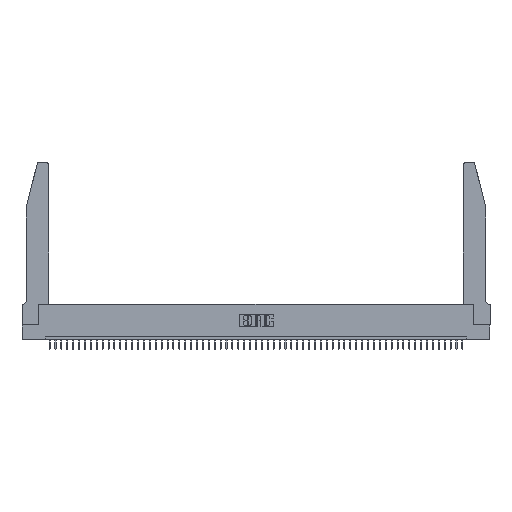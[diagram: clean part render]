
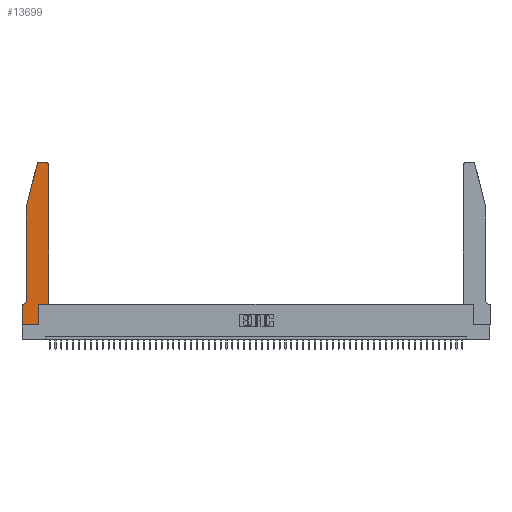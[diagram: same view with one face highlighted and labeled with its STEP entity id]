
A CAD part, top view. The second image highlights one B-rep face of the part: STEP entity #13699.
In plain terms, the highlighted planar face has unit normal (0, 0, 1).
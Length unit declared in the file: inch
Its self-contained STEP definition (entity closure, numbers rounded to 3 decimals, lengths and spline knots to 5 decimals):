
#179 = ORIENTED_EDGE ( 'NONE', *, *, #46890, .T. ) ;
#626 = EDGE_CURVE ( 'NONE', #48548, #44922, #22245, .T. ) ;
#1679 = PLANE ( 'NONE',  #9842 ) ;
#2548 = EDGE_CURVE ( 'NONE', #46017, #48548, #24852, .T. ) ;
#3235 = CARTESIAN_POINT ( 'NONE',  ( 0.4205, 2.72, 0.37 ) ) ;
#3444 = CARTESIAN_POINT ( 'NONE',  ( 0., 0., 0.37 ) ) ;
#3536 = DIRECTION ( 'NONE',  ( 0., 0., 1. ) ) ;
#3706 = CARTESIAN_POINT ( 'NONE',  ( 0.0755, 0.35, 0.37 ) ) ;
#3887 = ORIENTED_EDGE ( 'NONE', *, *, #21013, .T. ) ;
#4988 = ORIENTED_EDGE ( 'NONE', *, *, #47178, .T. ) ;
#5486 = CARTESIAN_POINT ( 'NONE',  ( 0., 0.35, 0.37 ) ) ;
#5538 = EDGE_CURVE ( 'NONE', #17099, #14471, #6683, .T. ) ;
#5959 = CARTESIAN_POINT ( 'NONE',  ( 0., 0.35, 0.37 ) ) ;
#5971 = VECTOR ( 'NONE', #53634, 39.37008 ) ;
#6287 = CARTESIAN_POINT ( 'NONE',  ( 0.0755, 2., 0.37 ) ) ;
#6683 = LINE ( 'NONE', #3706, #5971 ) ;
#7009 = CARTESIAN_POINT ( 'NONE',  ( 0.4505, 2.72, 0.37 ) ) ;
#9564 = CARTESIAN_POINT ( 'NONE',  ( 0.0755, 2., 0.37 ) ) ;
#9842 = AXIS2_PLACEMENT_3D ( 'NONE', #5959, #3536, #41522 ) ;
#10171 = VERTEX_POINT ( 'NONE', #26586 ) ;
#10497 = EDGE_CURVE ( 'NONE', #44922, #30925, #33029, .T. ) ;
#10843 = CARTESIAN_POINT ( 'NONE',  ( 0.0055, 0.35, 0.37 ) ) ;
#11397 = DIRECTION ( 'NONE',  ( -1., 0., 0. ) ) ;
#11525 = CARTESIAN_POINT ( 'NONE',  ( 0.0755, 0.42, 0.37 ) ) ;
#11533 = VECTOR ( 'NONE', #53722, 39.37008 ) ;
#12074 = CARTESIAN_POINT ( 'NONE',  ( 0., 0., 0.37 ) ) ;
#12645 = CARTESIAN_POINT ( 'NONE',  ( 0.2865, 0.35, 0.37 ) ) ;
#13122 = VECTOR ( 'NONE', #54111, 39.37008 ) ;
#13447 = ORIENTED_EDGE ( 'NONE', *, *, #10497, .T. ) ;
#13511 = CARTESIAN_POINT ( 'NONE',  ( 0.2865, 0., 0.37 ) ) ;
#13699 = ADVANCED_FACE ( 'NONE', ( #33039 ), #1679, .T. ) ;
#14435 = VERTEX_POINT ( 'NONE', #23676 ) ;
#14471 = VERTEX_POINT ( 'NONE', #5486 ) ;
#14960 = DIRECTION ( 'NONE',  ( 0., -1., 0. ) ) ;
#15066 = CARTESIAN_POINT ( 'NONE',  ( 0.4505, 0.35, 0.37 ) ) ;
#15134 = VECTOR ( 'NONE', #14960, 39.37008 ) ;
#16957 = DIRECTION ( 'NONE',  ( 0., 0., 1. ) ) ;
#17099 = VERTEX_POINT ( 'NONE', #10843 ) ;
#18974 = DIRECTION ( 'NONE',  ( 0., 1., 0. ) ) ;
#20537 = ORIENTED_EDGE ( 'NONE', *, *, #42547, .T. ) ;
#21013 = EDGE_CURVE ( 'NONE', #10171, #29650, #50587, .T. ) ;
#21933 = EDGE_CURVE ( 'NONE', #14471, #36064, #36837, .T. ) ;
#22245 = LINE ( 'NONE', #49011, #51741 ) ;
#22310 = CIRCLE ( 'NONE', #25550, 0.07 ) ;
#23676 = CARTESIAN_POINT ( 'NONE',  ( 0.4205, 2.75, 0.37 ) ) ;
#24852 = LINE ( 'NONE', #39923, #45162 ) ;
#25416 = DIRECTION ( 'NONE',  ( 1., 0., 0. ) ) ;
#25550 = AXIS2_PLACEMENT_3D ( 'NONE', #36180, #40565, #11397 ) ;
#26586 = CARTESIAN_POINT ( 'NONE',  ( 0.0755, 2., 0.37 ) ) ;
#28172 = CARTESIAN_POINT ( 'NONE',  ( 0.284, 2.75, 0.37 ) ) ;
#28889 = ORIENTED_EDGE ( 'NONE', *, *, #37470, .T. ) ;
#29650 = VERTEX_POINT ( 'NONE', #11525 ) ;
#29663 = CARTESIAN_POINT ( 'NONE',  ( 0.4505, 0.35, 0.37 ) ) ;
#30046 = CIRCLE ( 'NONE', #49013, 0.03 ) ;
#30472 = LINE ( 'NONE', #12074, #11533 ) ;
#30492 = DIRECTION ( 'NONE',  ( -1., 0., 0. ) ) ;
#30925 = VERTEX_POINT ( 'NONE', #7009 ) ;
#33029 = LINE ( 'NONE', #15066, #47974 ) ;
#33039 = FACE_OUTER_BOUND ( 'NONE', #37375, .T. ) ;
#33116 = EDGE_CURVE ( 'NONE', #37393, #10171, #45610, .T. ) ;
#34264 = CARTESIAN_POINT ( 'NONE',  ( 0.2605, 2.75, 0.37 ) ) ;
#36064 = VERTEX_POINT ( 'NONE', #49141 ) ;
#36180 = CARTESIAN_POINT ( 'NONE',  ( 0.0055, 0.42, 0.37 ) ) ;
#36837 = LINE ( 'NONE', #3444, #13122 ) ;
#37177 = CARTESIAN_POINT ( 'NONE',  ( 0.25487, 2.72718, 0.37 ) ) ;
#37217 = VECTOR ( 'NONE', #30492, 39.37008 ) ;
#37276 = ORIENTED_EDGE ( 'NONE', *, *, #50199, .T. ) ;
#37375 = EDGE_LOOP ( 'NONE', ( #179, #28889, #53174, #3887, #37276, #53919, #51184, #4988, #46099, #48016, #13447, #20537 ) ) ;
#37393 = VERTEX_POINT ( 'NONE', #37177 ) ;
#37415 = CARTESIAN_POINT ( 'NONE',  ( 0.284, 2.72, 0.37 ) ) ;
#37470 = EDGE_CURVE ( 'NONE', #45250, #37393, #30046, .T. ) ;
#37951 = AXIS2_PLACEMENT_3D ( 'NONE', #3235, #40877, #53733 ) ;
#39076 = LINE ( 'NONE', #34264, #37217 ) ;
#39923 = CARTESIAN_POINT ( 'NONE',  ( 0.2865, 0.35, 0.37 ) ) ;
#40565 = DIRECTION ( 'NONE',  ( 0., 0., -1. ) ) ;
#40877 = DIRECTION ( 'NONE',  ( 0., 0., 1. ) ) ;
#41522 = DIRECTION ( 'NONE',  ( 1., 0., 0. ) ) ;
#42547 = EDGE_CURVE ( 'NONE', #30925, #14435, #47820, .T. ) ;
#44922 = VERTEX_POINT ( 'NONE', #29663 ) ;
#45162 = VECTOR ( 'NONE', #18974, 39.37008 ) ;
#45250 = VERTEX_POINT ( 'NONE', #28172 ) ;
#45610 = LINE ( 'NONE', #9564, #48108 ) ;
#45969 = DIRECTION ( 'NONE',  ( -0.239, -0.971, 0. ) ) ;
#46017 = VERTEX_POINT ( 'NONE', #13511 ) ;
#46099 = ORIENTED_EDGE ( 'NONE', *, *, #2548, .T. ) ;
#46890 = EDGE_CURVE ( 'NONE', #14435, #45250, #39076, .T. ) ;
#47178 = EDGE_CURVE ( 'NONE', #36064, #46017, #30472, .T. ) ;
#47820 = CIRCLE ( 'NONE', #37951, 0.03 ) ;
#47974 = VECTOR ( 'NONE', #48828, 39.37008 ) ;
#48016 = ORIENTED_EDGE ( 'NONE', *, *, #626, .T. ) ;
#48108 = VECTOR ( 'NONE', #45969, 39.37008 ) ;
#48548 = VERTEX_POINT ( 'NONE', #12645 ) ;
#48828 = DIRECTION ( 'NONE',  ( 0., 1., 0. ) ) ;
#49011 = CARTESIAN_POINT ( 'NONE',  ( 0.4505, 0.35, 0.37 ) ) ;
#49013 = AXIS2_PLACEMENT_3D ( 'NONE', #37415, #16957, #25416 ) ;
#49141 = CARTESIAN_POINT ( 'NONE',  ( 0., 0., 0.37 ) ) ;
#50199 = EDGE_CURVE ( 'NONE', #29650, #17099, #22310, .T. ) ;
#50587 = LINE ( 'NONE', #6287, #15134 ) ;
#51184 = ORIENTED_EDGE ( 'NONE', *, *, #21933, .T. ) ;
#51741 = VECTOR ( 'NONE', #53640, 39.37008 ) ;
#53174 = ORIENTED_EDGE ( 'NONE', *, *, #33116, .T. ) ;
#53634 = DIRECTION ( 'NONE',  ( -1., 0., 0. ) ) ;
#53640 = DIRECTION ( 'NONE',  ( 1., 0., 0. ) ) ;
#53722 = DIRECTION ( 'NONE',  ( 1., 0., 0. ) ) ;
#53733 = DIRECTION ( 'NONE',  ( 1., 0., 0. ) ) ;
#53919 = ORIENTED_EDGE ( 'NONE', *, *, #5538, .T. ) ;
#54111 = DIRECTION ( 'NONE',  ( 0., -1., 0. ) ) ;
